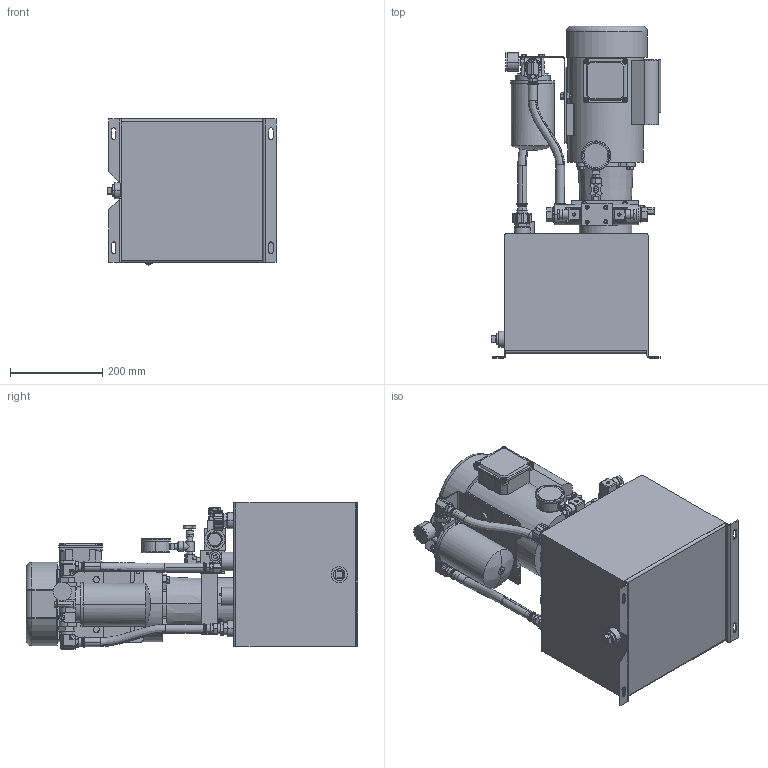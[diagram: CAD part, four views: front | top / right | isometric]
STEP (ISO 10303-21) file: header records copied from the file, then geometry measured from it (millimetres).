
FILE_DESCRIPTION (( 'STEP AP203' ), '1' );
FILE_NAME ('51045050003.step', '2024-03-06T20:11:37', ( '' ), ( '' ), 'SwSTEP 2.0', 'SolidWorks 2023', '' );
FILE_SCHEMA (( 'CONFIG_CONTROL_DESIGN' ));
Products named in the file (1): 51045050003
Bounding box: 368.07 x 719.72 x 316.71 mm (x, y, z)
Volume: 35810020 mm3; surface area: 3023826.7 mm2
Topology: 52 solids, 80 shells, 5042 faces, 12788 edges, 8237 vertices
Faces by surface type: plane 2541, cylinder 1425, cone 572, bspline 486, torus 18
Entity records: 194806 total; most frequent: CARTESIAN_POINT 74901, ORIENTED_EDGE 25312, DIRECTION 23871, EDGE_CURVE 12656, AXIS2_PLACEMENT_3D 8284, VERTEX_POINT 8233, VECTOR 7303, LINE 7303
